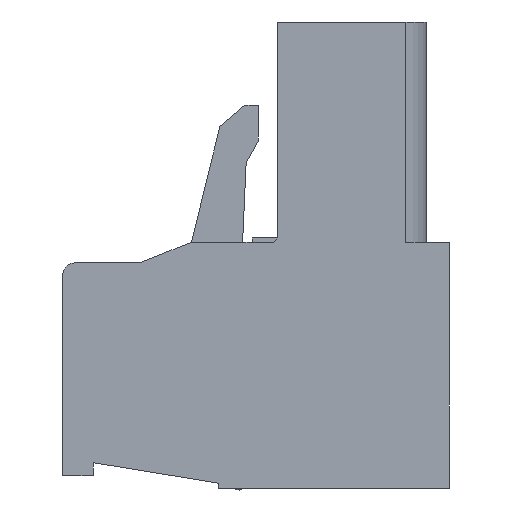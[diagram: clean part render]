
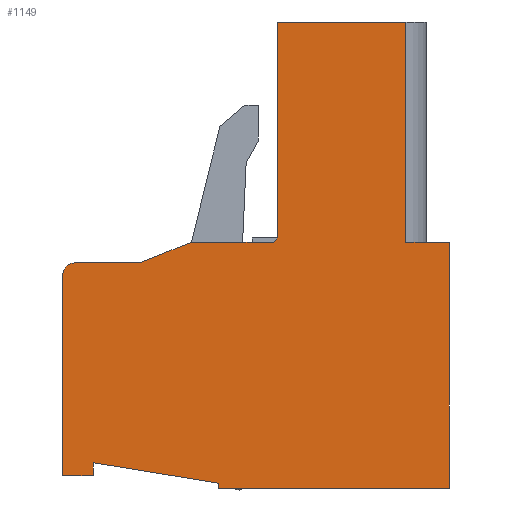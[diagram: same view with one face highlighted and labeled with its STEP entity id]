
A CAD part, front view. The second image highlights one B-rep face of the part: STEP entity #1149.
In plain terms, the highlighted planar face has unit normal (0, -1, 0).
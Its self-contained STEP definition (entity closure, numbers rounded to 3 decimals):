
#1149 = ADVANCED_FACE( '', ( #2762 ), #2763, .T. );
#2762 = FACE_OUTER_BOUND( '', #5041, .T. );
#2763 = PLANE( '', #5042 );
#5041 = EDGE_LOOP( '', ( #7861, #7862, #7863, #7864, #7865, #7866, #7867, #7868, #7869, #7870, #7871, #7872, #7873, #7874, #7875, #7876 ) );
#5042 = AXIS2_PLACEMENT_3D( '', #7877, #7878, #7879 );
#7861 = ORIENTED_EDGE( '', *, *, #14070, .T. );
#7862 = ORIENTED_EDGE( '', *, *, #14071, .T. );
#7863 = ORIENTED_EDGE( '', *, *, #14072, .T. );
#7864 = ORIENTED_EDGE( '', *, *, #14021, .T. );
#7865 = ORIENTED_EDGE( '', *, *, #14073, .T. );
#7866 = ORIENTED_EDGE( '', *, *, #14074, .T. );
#7867 = ORIENTED_EDGE( '', *, *, #14075, .T. );
#7868 = ORIENTED_EDGE( '', *, *, #14076, .T. );
#7869 = ORIENTED_EDGE( '', *, *, #14077, .T. );
#7870 = ORIENTED_EDGE( '', *, *, #14078, .T. );
#7871 = ORIENTED_EDGE( '', *, *, #14079, .T. );
#7872 = ORIENTED_EDGE( '', *, *, #14080, .T. );
#7873 = ORIENTED_EDGE( '', *, *, #14081, .T. );
#7874 = ORIENTED_EDGE( '', *, *, #14082, .T. );
#7875 = ORIENTED_EDGE( '', *, *, #14083, .T. );
#7876 = ORIENTED_EDGE( '', *, *, #14084, .T. );
#7877 = CARTESIAN_POINT( '', ( 0., -21.86, 0. ) );
#7878 = DIRECTION( '', ( 0., -1., 0. ) );
#7879 = DIRECTION( '', ( 0., 0., -1. ) );
#14021 = EDGE_CURVE( '', #16952, #16950, #16953, .T. );
#14070 = EDGE_CURVE( '', #17033, #17034, #17035, .T. );
#14071 = EDGE_CURVE( '', #17034, #17036, #17037, .T. );
#14072 = EDGE_CURVE( '', #17036, #16952, #17038, .T. );
#14073 = EDGE_CURVE( '', #16950, #17039, #17040, .T. );
#14074 = EDGE_CURVE( '', #17039, #17041, #17042, .T. );
#14075 = EDGE_CURVE( '', #17041, #17043, #17044, .T. );
#14076 = EDGE_CURVE( '', #17043, #17045, #17046, .T. );
#14077 = EDGE_CURVE( '', #17045, #17047, #17048, .T. );
#14078 = EDGE_CURVE( '', #17047, #17049, #17050, .T. );
#14079 = EDGE_CURVE( '', #17049, #17051, #17052, .T. );
#14080 = EDGE_CURVE( '', #17051, #17053, #17054, .T. );
#14081 = EDGE_CURVE( '', #17053, #17055, #17056, .T. );
#14082 = EDGE_CURVE( '', #17055, #17057, #17058, .T. );
#14083 = EDGE_CURVE( '', #17057, #17059, #17060, .T. );
#14084 = EDGE_CURVE( '', #17059, #17033, #17061, .T. );
#16950 = VERTEX_POINT( '', #21115 );
#16952 = VERTEX_POINT( '', #21118 );
#16953 = LINE( '', #21119, #21120 );
#17033 = VERTEX_POINT( '', #21229 );
#17034 = VERTEX_POINT( '', #21230 );
#17035 = LINE( '', #21231, #21232 );
#17036 = VERTEX_POINT( '', #21233 );
#17037 = CIRCLE( '', #21234, 0.5 );
#17038 = LINE( '', #21235, #21236 );
#17039 = VERTEX_POINT( '', #21237 );
#17040 = LINE( '', #21238, #21239 );
#17041 = VERTEX_POINT( '', #21240 );
#17042 = LINE( '', #21241, #21242 );
#17043 = VERTEX_POINT( '', #21243 );
#17044 = LINE( '', #21244, #21245 );
#17045 = VERTEX_POINT( '', #21246 );
#17046 = LINE( '', #21247, #21248 );
#17047 = VERTEX_POINT( '', #21249 );
#17048 = LINE( '', #21250, #21251 );
#17049 = VERTEX_POINT( '', #21252 );
#17050 = LINE( '', #21253, #21254 );
#17051 = VERTEX_POINT( '', #21255 );
#17052 = LINE( '', #21256, #21257 );
#17053 = VERTEX_POINT( '', #21258 );
#17054 = LINE( '', #21259, #21260 );
#17055 = VERTEX_POINT( '', #21261 );
#17056 = LINE( '', #21262, #21263 );
#17057 = VERTEX_POINT( '', #21264 );
#17058 = LINE( '', #21265, #21266 );
#17059 = VERTEX_POINT( '', #21267 );
#17060 = LINE( '', #21268, #21269 );
#17061 = LINE( '', #21270, #21271 );
#21115 = CARTESIAN_POINT( '', ( -10.1, -21.86, -4.15 ) );
#21118 = CARTESIAN_POINT( '', ( -11.3, -21.86, -4.15 ) );
#21119 = CARTESIAN_POINT( '', ( -11.3, -21.86, -4.15 ) );
#21120 = VECTOR( '', #25791, 1000. );
#21229 = CARTESIAN_POINT( '', ( -8.3, -21.86, 4.15 ) );
#21230 = CARTESIAN_POINT( '', ( -10.8, -21.86, 4.15 ) );
#21231 = CARTESIAN_POINT( '', ( -8.3, -21.86, 4.15 ) );
#21232 = VECTOR( '', #25839, 1000. );
#21233 = CARTESIAN_POINT( '', ( -11.3, -21.86, 3.65 ) );
#21234 = AXIS2_PLACEMENT_3D( '', #25840, #25841, #25842 );
#21235 = CARTESIAN_POINT( '', ( -11.3, -21.86, 4.15 ) );
#21236 = VECTOR( '', #25843, 1000. );
#21237 = CARTESIAN_POINT( '', ( -10.1, -21.86, -3.65 ) );
#21238 = CARTESIAN_POINT( '', ( -10.1, -21.86, -4.15 ) );
#21239 = VECTOR( '', #25844, 1000. );
#21240 = CARTESIAN_POINT( '', ( -5.2, -21.86, -4.45 ) );
#21241 = CARTESIAN_POINT( '', ( -10.1, -21.86, -3.65 ) );
#21242 = VECTOR( '', #25845, 1000. );
#21243 = CARTESIAN_POINT( '', ( -5.2, -21.86, -4.65 ) );
#21244 = CARTESIAN_POINT( '', ( -5.2, -21.86, -4.45 ) );
#21245 = VECTOR( '', #25846, 1000. );
#21246 = CARTESIAN_POINT( '', ( 3.8, -21.86, -4.65 ) );
#21247 = CARTESIAN_POINT( '', ( -5.2, -21.86, -4.65 ) );
#21248 = VECTOR( '', #25847, 1000. );
#21249 = CARTESIAN_POINT( '', ( 3.8, -21.86, 4.95 ) );
#21250 = CARTESIAN_POINT( '', ( 3.8, -21.86, -4.65 ) );
#21251 = VECTOR( '', #25848, 1000. );
#21252 = CARTESIAN_POINT( '', ( 2.1, -21.86, 4.95 ) );
#21253 = CARTESIAN_POINT( '', ( 3.8, -21.86, 4.95 ) );
#21254 = VECTOR( '', #25849, 1000. );
#21255 = CARTESIAN_POINT( '', ( 2.1, -21.86, 13.55 ) );
#21256 = CARTESIAN_POINT( '', ( 2.1, -21.86, -36.156 ) );
#21257 = VECTOR( '', #25850, 1000. );
#21258 = CARTESIAN_POINT( '', ( -2.9, -21.86, 13.55 ) );
#21259 = CARTESIAN_POINT( '', ( 2.9, -21.86, 13.55 ) );
#21260 = VECTOR( '', #25851, 1000. );
#21261 = CARTESIAN_POINT( '', ( -2.9, -21.86, 5.124 ) );
#21262 = CARTESIAN_POINT( '', ( -2.9, -21.86, 13.55 ) );
#21263 = VECTOR( '', #25852, 1000. );
#21264 = CARTESIAN_POINT( '', ( -3.074, -21.86, 4.95 ) );
#21265 = CARTESIAN_POINT( '', ( -2.9, -21.86, 5.124 ) );
#21266 = VECTOR( '', #25853, 1000. );
#21267 = CARTESIAN_POINT( '', ( -6.274, -21.86, 4.95 ) );
#21268 = CARTESIAN_POINT( '', ( -3.074, -21.86, 4.95 ) );
#21269 = VECTOR( '', #25854, 1000. );
#21270 = CARTESIAN_POINT( '', ( -6.274, -21.86, 4.95 ) );
#21271 = VECTOR( '', #25855, 1000. );
#25791 = DIRECTION( '', ( 1., 0., 0. ) );
#25839 = DIRECTION( '', ( -1., 0., 0. ) );
#25840 = CARTESIAN_POINT( '', ( -10.8, -21.86, 3.65 ) );
#25841 = DIRECTION( '', ( 0., -1., 0. ) );
#25842 = DIRECTION( '', ( 0., 0., -1. ) );
#25843 = DIRECTION( '', ( 0., 0., -1. ) );
#25844 = DIRECTION( '', ( 0., 0., 1. ) );
#25845 = DIRECTION( '', ( 0.987, 0., -0.161 ) );
#25846 = DIRECTION( '', ( 0., 0., -1. ) );
#25847 = DIRECTION( '', ( 1., 0., 0. ) );
#25848 = DIRECTION( '', ( 0., 0., 1. ) );
#25849 = DIRECTION( '', ( -1., 0., 0. ) );
#25850 = DIRECTION( '', ( 0., 0., 1. ) );
#25851 = DIRECTION( '', ( -1., 0., 0. ) );
#25852 = DIRECTION( '', ( 0., 0., -1. ) );
#25853 = DIRECTION( '', ( -0.707, 0., -0.707 ) );
#25854 = DIRECTION( '', ( -1., 0., 0. ) );
#25855 = DIRECTION( '', ( -0.93, 0., -0.367 ) );
